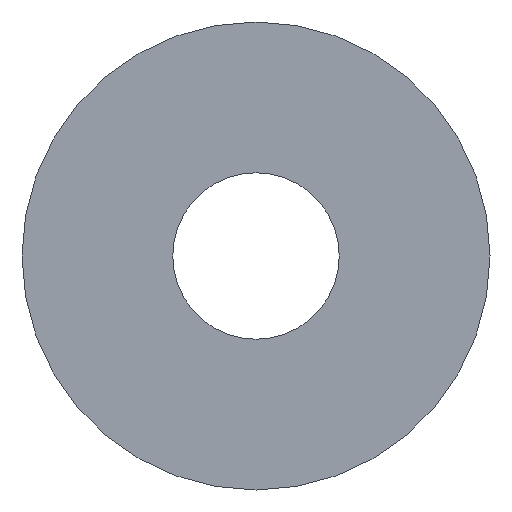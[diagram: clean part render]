
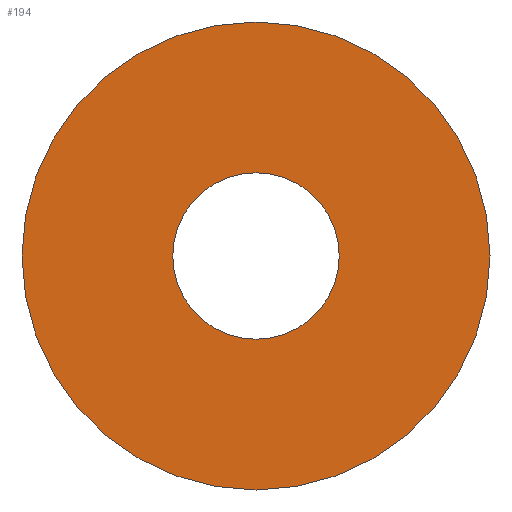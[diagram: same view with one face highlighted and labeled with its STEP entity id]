
A CAD part, front view. The second image highlights one B-rep face of the part: STEP entity #194.
In plain terms, the highlighted planar face has unit normal (0, -1, 0).
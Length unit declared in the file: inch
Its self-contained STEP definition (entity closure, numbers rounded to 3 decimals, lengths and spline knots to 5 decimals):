
#3 = ORIENTED_EDGE ( 'NONE', *, *, #91, .T. ) ;
#8 = VERTEX_POINT ( 'NONE', #223 ) ;
#9 = AXIS2_PLACEMENT_3D ( 'NONE', #57, #109, #75 ) ;
#15 = EDGE_LOOP ( 'NONE', ( #64, #230 ) ) ;
#20 = CIRCLE ( 'NONE', #156, 0.125 ) ;
#30 = CARTESIAN_POINT ( 'NONE',  ( 0., -0.047, -0.125 ) ) ;
#41 = FACE_OUTER_BOUND ( 'NONE', #15, .T. ) ;
#43 = CARTESIAN_POINT ( 'NONE',  ( 0., -0.047, 0. ) ) ;
#53 = CIRCLE ( 'NONE', #219, 0.3515 ) ;
#56 = CARTESIAN_POINT ( 'NONE',  ( 0., -0.047, 0.125 ) ) ;
#57 = CARTESIAN_POINT ( 'NONE',  ( 0., -0.047, 0. ) ) ;
#58 = EDGE_CURVE ( 'NONE', #176, #8, #202, .T. ) ;
#59 = PLANE ( 'NONE',  #242 ) ;
#63 = EDGE_CURVE ( 'NONE', #8, #176, #53, .T. ) ;
#64 = ORIENTED_EDGE ( 'NONE', *, *, #58, .F. ) ;
#73 = DIRECTION ( 'NONE',  ( 0., 0., 1. ) ) ;
#75 = DIRECTION ( 'NONE',  ( 0., 0., 1. ) ) ;
#76 = EDGE_LOOP ( 'NONE', ( #145, #3 ) ) ;
#80 = DIRECTION ( 'NONE',  ( 0., 0., 1. ) ) ;
#91 = EDGE_CURVE ( 'NONE', #100, #123, #20, .T. ) ;
#94 = CARTESIAN_POINT ( 'NONE',  ( 0., -0.047, -0.3515 ) ) ;
#100 = VERTEX_POINT ( 'NONE', #56 ) ;
#109 = DIRECTION ( 'NONE',  ( 0., 1., 0. ) ) ;
#123 = VERTEX_POINT ( 'NONE', #30 ) ;
#129 = DIRECTION ( 'NONE',  ( 0., 1., 0. ) ) ;
#132 = DIRECTION ( 'NONE',  ( 0., 1., 0. ) ) ;
#145 = ORIENTED_EDGE ( 'NONE', *, *, #171, .T. ) ;
#147 = CARTESIAN_POINT ( 'NONE',  ( 0., -0.047, 0. ) ) ;
#156 = AXIS2_PLACEMENT_3D ( 'NONE', #147, #160, #80 ) ;
#160 = DIRECTION ( 'NONE',  ( 0., 1., 0. ) ) ;
#166 = FACE_BOUND ( 'NONE', #76, .T. ) ;
#169 = DIRECTION ( 'NONE',  ( 0., 1., 0. ) ) ;
#171 = EDGE_CURVE ( 'NONE', #123, #100, #237, .T. ) ;
#175 = DIRECTION ( 'NONE',  ( 0., 0., 1. ) ) ;
#176 = VERTEX_POINT ( 'NONE', #94 ) ;
#194 = ADVANCED_FACE ( 'NONE', ( #41, #166 ), #59, .F. ) ;
#201 = AXIS2_PLACEMENT_3D ( 'NONE', #43, #132, #175 ) ;
#202 = CIRCLE ( 'NONE', #201, 0.3515 ) ;
#215 = CARTESIAN_POINT ( 'NONE',  ( 0., -0.047, 0. ) ) ;
#216 = CARTESIAN_POINT ( 'NONE',  ( 0., -0.047, 0. ) ) ;
#219 = AXIS2_PLACEMENT_3D ( 'NONE', #215, #169, #231 ) ;
#223 = CARTESIAN_POINT ( 'NONE',  ( 0., -0.047, 0.3515 ) ) ;
#230 = ORIENTED_EDGE ( 'NONE', *, *, #63, .F. ) ;
#231 = DIRECTION ( 'NONE',  ( 0., 0., 1. ) ) ;
#237 = CIRCLE ( 'NONE', #9, 0.125 ) ;
#242 = AXIS2_PLACEMENT_3D ( 'NONE', #216, #129, #73 ) ;
